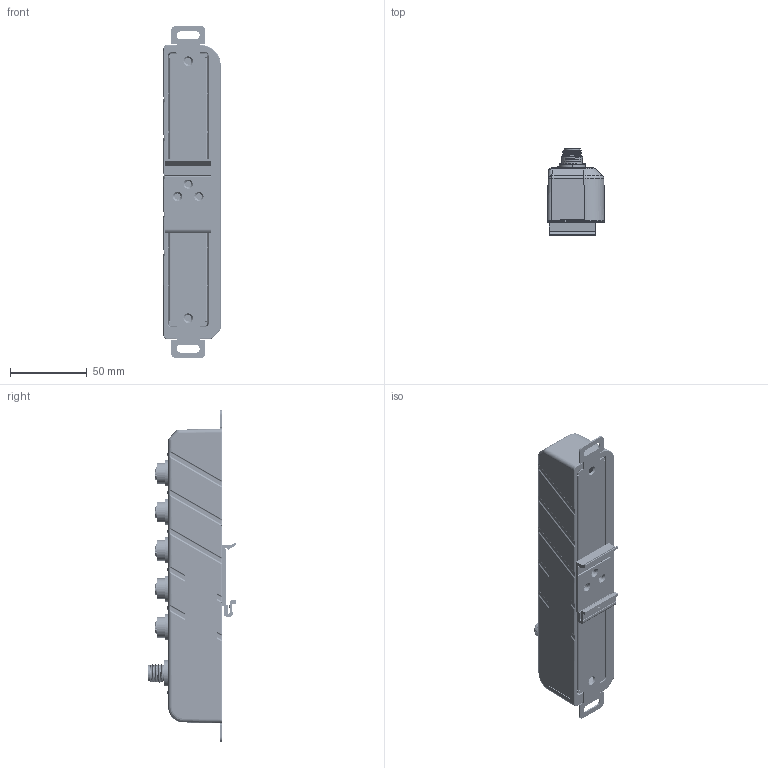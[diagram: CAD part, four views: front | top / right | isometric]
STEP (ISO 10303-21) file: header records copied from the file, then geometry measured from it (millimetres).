
FILE_DESCRIPTION (( 'STEP AP214' ), '1' );
FILE_NAME ('LEONTON_ET2-0500-M12-67_3D fxtrd1.STEP', '2023-07-24T16:47:03', ( '' ), ( '' ), 'SwSTEP 2.0', 'SolidWorks 2021', '' );
FILE_SCHEMA (( 'AUTOMOTIVE_DESIGN' ));
Length unit declared in the file: inch
Products named in the file (1): LEONTON_ET2-0500-M12-67_3D fxtrd1
Bounding box: 37.2 x 56.6 x 215.78 mm (x, y, z)
Volume: 111869.5 mm3; surface area: 87821 mm2
Topology: 59 solids, 59 shells, 3705 faces, 9373 edges, 5787 vertices
Faces by surface type: cylinder 1655, plane 1116, bspline 729, cone 205
Entity records: 164473 total; most frequent: CARTESIAN_POINT 81349, ORIENTED_EDGE 18258, DIRECTION 15308, EDGE_CURVE 9129, VERTEX_POINT 5787, AXIS2_PLACEMENT_3D 5732, EDGE_LOOP 4092, VECTOR 3844
